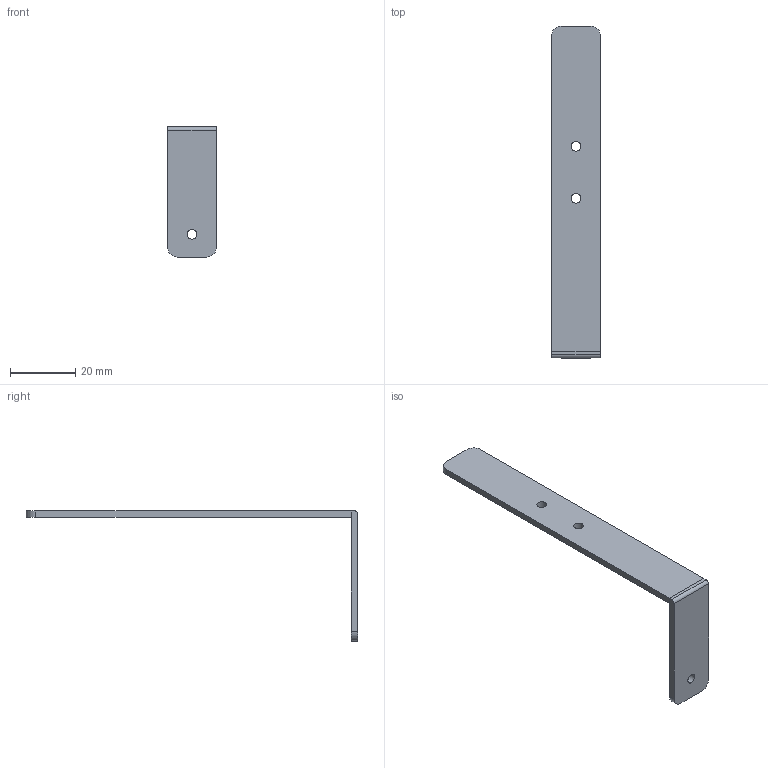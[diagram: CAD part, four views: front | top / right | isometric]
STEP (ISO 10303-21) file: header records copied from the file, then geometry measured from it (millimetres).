
FILE_DESCRIPTION(('FreeCAD Model'),'2;1');
FILE_NAME('ServoHorn_02.step','2020-11-18T09:07:06',('Author'),(''), 'Open CASCADE STEP processor 7.3','FreeCAD','Unknown');
FILE_SCHEMA(('AUTOMOTIVE_DESIGN { 1 0 10303 214 1 1 1 1 }'));
Length unit declared in the file: millimetre
Products named in the file (1): ServoHorn002
Bounding box: 15 x 102 x 40 mm (x, y, z)
Volume: 4138.9 mm3; surface area: 4801.5 mm2
Topology: 1 solids, 1 shells, 19 faces, 47 edges, 30 vertices
Faces by surface type: plane 11, cylinder 8
Full cylindrical faces by diameter (mm): 3 x3
Entity records: 1242 total; most frequent: CARTESIAN_POINT 257, DIRECTION 186, LINE 109, VECTOR 109, ORIENTED_EDGE 94, PCURVE 94, DEFINITIONAL_REPRESENTATION 94, EDGE_CURVE 47
